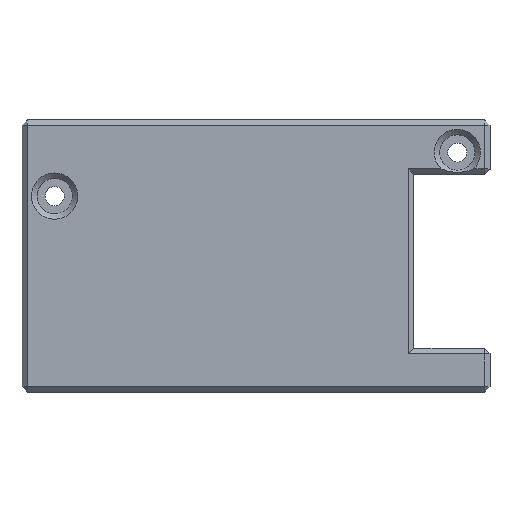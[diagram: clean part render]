
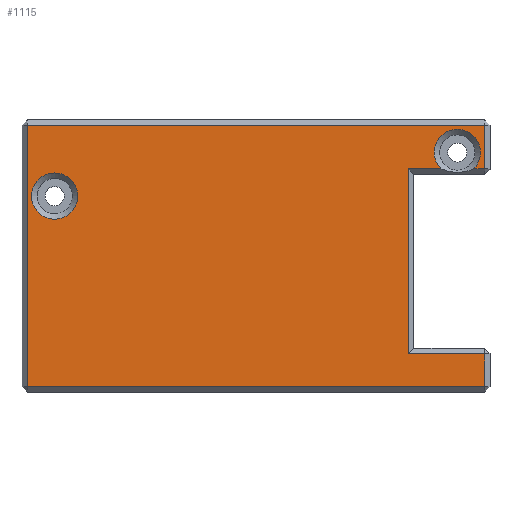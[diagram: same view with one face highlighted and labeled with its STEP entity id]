
A CAD part, top view. The second image highlights one B-rep face of the part: STEP entity #1115.
In plain terms, the highlighted planar face has unit normal (0, 0, 1).
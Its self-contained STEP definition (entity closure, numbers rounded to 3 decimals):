
#28=FACE_BOUND('',#149,.T.);
#41=CIRCLE('',#1203,4.25);
#42=CIRCLE('',#1204,4.25);
#43=CIRCLE('',#1207,4.25);
#79=FACE_OUTER_BOUND('',#148,.T.);
#148=EDGE_LOOP('',(#800,#801,#802,#803,#804,#805,#806,#807,#808,#809,#810));
#149=EDGE_LOOP('',(#811));
#244=LINE('',#1713,#376);
#248=LINE('',#1720,#380);
#250=LINE('',#1727,#382);
#251=LINE('',#1729,#383);
#252=LINE('',#1731,#384);
#253=LINE('',#1733,#385);
#254=LINE('',#1735,#386);
#255=LINE('',#1737,#387);
#256=LINE('',#1738,#388);
#376=VECTOR('',#1369,10.);
#380=VECTOR('',#1373,10.);
#382=VECTOR('',#1381,10.);
#383=VECTOR('',#1382,10.);
#384=VECTOR('',#1383,10.);
#385=VECTOR('',#1384,10.);
#386=VECTOR('',#1385,10.);
#387=VECTOR('',#1386,10.);
#388=VECTOR('',#1387,10.);
#508=VERTEX_POINT('',#1702);
#509=VERTEX_POINT('',#1703);
#510=VERTEX_POINT('',#1707);
#511=VERTEX_POINT('',#1712);
#514=VERTEX_POINT('',#1718);
#515=VERTEX_POINT('',#1722);
#516=VERTEX_POINT('',#1726);
#517=VERTEX_POINT('',#1728);
#518=VERTEX_POINT('',#1730);
#519=VERTEX_POINT('',#1732);
#520=VERTEX_POINT('',#1734);
#521=VERTEX_POINT('',#1736);
#613=EDGE_CURVE('',#509,#510,#41,.T.);
#615=EDGE_CURVE('',#510,#508,#42,.T.);
#616=EDGE_CURVE('',#508,#511,#244,.T.);
#620=EDGE_CURVE('',#514,#509,#248,.T.);
#621=EDGE_CURVE('',#515,#515,#43,.T.);
#623=EDGE_CURVE('',#516,#514,#250,.T.);
#624=EDGE_CURVE('',#517,#516,#251,.T.);
#625=EDGE_CURVE('',#518,#517,#252,.T.);
#626=EDGE_CURVE('',#519,#518,#253,.T.);
#627=EDGE_CURVE('',#520,#519,#254,.T.);
#628=EDGE_CURVE('',#521,#520,#255,.T.);
#629=EDGE_CURVE('',#511,#521,#256,.T.);
#800=ORIENTED_EDGE('',*,*,#613,.F.);
#801=ORIENTED_EDGE('',*,*,#620,.F.);
#802=ORIENTED_EDGE('',*,*,#623,.F.);
#803=ORIENTED_EDGE('',*,*,#624,.F.);
#804=ORIENTED_EDGE('',*,*,#625,.F.);
#805=ORIENTED_EDGE('',*,*,#626,.F.);
#806=ORIENTED_EDGE('',*,*,#627,.F.);
#807=ORIENTED_EDGE('',*,*,#628,.F.);
#808=ORIENTED_EDGE('',*,*,#629,.F.);
#809=ORIENTED_EDGE('',*,*,#616,.F.);
#810=ORIENTED_EDGE('',*,*,#615,.F.);
#811=ORIENTED_EDGE('',*,*,#621,.F.);
#1054=PLANE('',#1208);
#1115=ADVANCED_FACE('',(#79,#28),#1054,.T.);
#1203=AXIS2_PLACEMENT_3D('',#1708,#1362,#1363);
#1204=AXIS2_PLACEMENT_3D('',#1710,#1365,#1366);
#1207=AXIS2_PLACEMENT_3D('',#1723,#1376,#1377);
#1208=AXIS2_PLACEMENT_3D('',#1725,#1379,#1380);
#1362=DIRECTION('center_axis',(0.,0.,
1.));
#1363=DIRECTION('ref_axis',(-1.,0.,0.));
#1365=DIRECTION('center_axis',(0.,0.,
1.));
#1366=DIRECTION('ref_axis',(-1.,0.,0.));
#1369=DIRECTION('',(-1.,0.,0.));
#1373=DIRECTION('',(-1.,0.,0.));
#1376=DIRECTION('center_axis',(0.,0.,
1.));
#1377=DIRECTION('ref_axis',(-1.,0.,0.));
#1379=DIRECTION('center_axis',(0.,0.,
1.));
#1380=DIRECTION('ref_axis',(1.,0.,0.));
#1381=DIRECTION('',(0.,-1.,0.));
#1382=DIRECTION('',(1.,0.,0.));
#1383=DIRECTION('',(0.,1.,0.));
#1384=DIRECTION('',(-1.,0.,0.));
#1385=DIRECTION('',(0.,-1.,0.));
#1386=DIRECTION('',(1.,0.,0.));
#1387=DIRECTION('',(0.,-1.,0.));
#1702=CARTESIAN_POINT('',(74.99,39.,17.));
#1703=CARTESIAN_POINT('',(81.01,39.,17.));
#1707=CARTESIAN_POINT('',(82.25,42.,17.));
#1708=CARTESIAN_POINT('Origin',(78.,42.,17.));
#1710=CARTESIAN_POINT('Origin',(78.,42.,17.));
#1712=CARTESIAN_POINT('',(69.,39.,17.));
#1713=CARTESIAN_POINT('',(62.5,39.,17.));
#1718=CARTESIAN_POINT('',(83.,39.,17.));
#1720=CARTESIAN_POINT('',(62.5,39.,17.));
#1722=CARTESIAN_POINT('',(8.25,34.,17.));
#1723=CARTESIAN_POINT('Origin',(4.,34.,17.));
#1725=CARTESIAN_POINT('Origin',(41.,23.,17.));
#1726=CARTESIAN_POINT('',(83.,47.,17.));
#1727=CARTESIAN_POINT('',(83.,10.5,17.));
#1728=CARTESIAN_POINT('',(-1.,47.,17.));
#1729=CARTESIAN_POINT('',(62.5,47.,17.));
#1730=CARTESIAN_POINT('',(-1.,-1.,17.));
#1731=CARTESIAN_POINT('',(-1.,35.5,17.));
#1732=CARTESIAN_POINT('',(83.,-1.,17.));
#1733=CARTESIAN_POINT('',(19.5,-1.,17.));
#1734=CARTESIAN_POINT('',(83.,5.,17.));
#1735=CARTESIAN_POINT('',(83.,10.5,17.));
#1736=CARTESIAN_POINT('',(69.,5.,17.));
#1737=CARTESIAN_POINT('',(62.5,5.,17.));
#1738=CARTESIAN_POINT('',(69.,22.5,17.));
